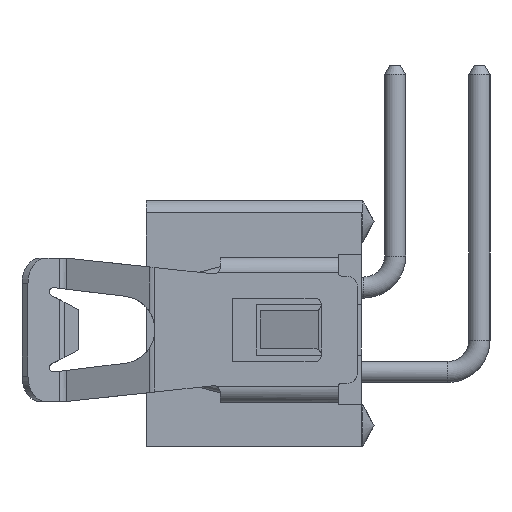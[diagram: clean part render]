
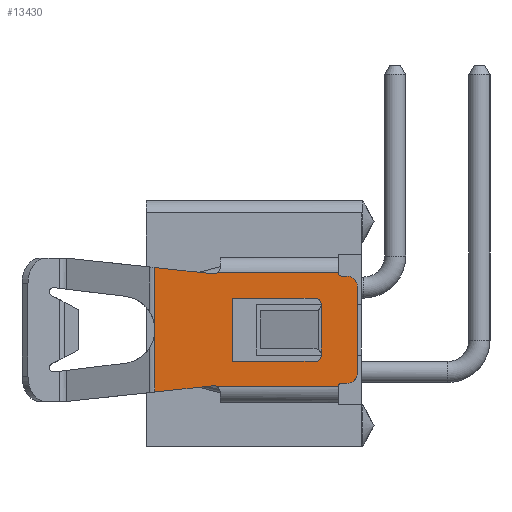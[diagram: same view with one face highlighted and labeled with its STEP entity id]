
A CAD part, left-side view. The second image highlights one B-rep face of the part: STEP entity #13430.
In plain terms, the highlighted face is planar.
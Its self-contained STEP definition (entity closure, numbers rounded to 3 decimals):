
#10945=CARTESIAN_POINT('',(-0.6,0.55,0.2));
#10946=DIRECTION('',(0.,0.,-1.));
#10947=DIRECTION('',(0.,-1.,0.));
#10948=AXIS2_PLACEMENT_3D('',#10945,#10946,#10947);
#10968=DIRECTION('',(0.,-1.,0.));
#10969=VECTOR('',#10968,1.95);
#10970=CARTESIAN_POINT('',(0.75,2.5,0.2));
#10971=LINE('',#10970,#10969);
#10975=DIRECTION('',(1.,0.,0.));
#10976=VECTOR('',#10975,1.5);
#10977=CARTESIAN_POINT('',(-0.75,2.5,0.2));
#10978=LINE('',#10977,#10976);
#10982=DIRECTION('',(0.,1.,0.));
#10983=VECTOR('',#10982,1.95);
#10984=CARTESIAN_POINT('',(-0.75,0.55,0.2));
#10985=LINE('',#10984,#10983);
#10989=DIRECTION('',(0.,-1.,0.));
#10990=VECTOR('',#10989,2.87);
#10991=CARTESIAN_POINT('',(1.35,2.87,0.2));
#10992=LINE('',#10991,#10990);
#10996=DIRECTION('',(0.,1.,0.));
#10997=VECTOR('',#10996,0.125);
#10998=CARTESIAN_POINT('',(1.275,-0.2,0.2));
#10999=LINE('',#10998,#10997);
#11003=DIRECTION('',(1.,0.,0.));
#11004=VECTOR('',#11003,2.05);
#11005=CARTESIAN_POINT('',(-1.025,-0.45,0.2));
#11006=LINE('',#11005,#11004);
#11010=DIRECTION('',(0.,-1.,0.));
#11011=VECTOR('',#11010,0.125);
#11012=CARTESIAN_POINT('',(-1.275,-0.075,0.2));
#11013=LINE('',#11012,#11011);
#11017=DIRECTION('',(0.106,-0.994,0.));
#11018=VECTOR('',#11017,1.392);
#11019=CARTESIAN_POINT('',(-1.476,4.35,0.2));
#11020=LINE('',#11019,#11018);
#11024=DIRECTION('',(1.,0.,0.));
#11025=VECTOR('',#11024,1.476);
#11026=CARTESIAN_POINT('',(-1.476,4.35,0.2));
#11027=LINE('',#11026,#11025);
#11031=DIRECTION('',(1.,0.,0.));
#11032=VECTOR('',#11031,1.476);
#11033=CARTESIAN_POINT('',(0.,4.35,0.2));
#11034=LINE('',#11033,#11032);
#11038=DIRECTION('',(-0.106,-0.994,0.));
#11039=VECTOR('',#11038,1.392);
#11040=CARTESIAN_POINT('',(1.476,4.35,0.2));
#11041=LINE('',#11040,#11039);
#11045=DIRECTION('',(-1.,0.,0.));
#11046=VECTOR('',#11045,1.2);
#11047=CARTESIAN_POINT('',(0.6,0.4,0.2));
#11048=LINE('',#11047,#11046);
#11155=CARTESIAN_POINT('',(0.6,0.55,0.2));
#11156=DIRECTION('',(0.,0.,-1.));
#11157=DIRECTION('',(1.,0.,0.));
#11158=AXIS2_PLACEMENT_3D('',#11155,#11156,#11157);
#11430=CARTESIAN_POINT('',(-1.477,2.95,0.2));
#11431=DIRECTION('',(0.,0.,-1.));
#11432=DIRECTION('',(0.994,0.106,0.));
#11433=AXIS2_PLACEMENT_3D('',#11430,#11431,#11432);
#11667=DIRECTION('',(0.,-1.,0.));
#11668=VECTOR('',#11667,2.87);
#11669=CARTESIAN_POINT('',(-1.35,2.87,0.2));
#11670=LINE('',#11669,#11668);
#11688=CARTESIAN_POINT('',(-1.35,-0.075,0.2));
#11689=DIRECTION('',(0.,0.,-1.));
#11690=DIRECTION('',(0.,1.,0.));
#11691=AXIS2_PLACEMENT_3D('',#11688,#11689,#11690);
#11742=CARTESIAN_POINT('',(-1.025,-0.2,0.2));
#11743=DIRECTION('',(0.,0.,1.));
#11744=DIRECTION('',(-1.,0.,0.));
#11745=AXIS2_PLACEMENT_3D('',#11742,#11743,#11744);
#11808=CARTESIAN_POINT('',(1.025,-0.2,0.2));
#11809=DIRECTION('',(0.,0.,1.));
#11810=DIRECTION('',(0.,-1.,0.));
#11811=AXIS2_PLACEMENT_3D('',#11808,#11809,#11810);
#11867=CARTESIAN_POINT('',(1.35,-0.075,0.2));
#11868=DIRECTION('',(0.,0.,-1.));
#11869=DIRECTION('',(-1.,0.,0.));
#11870=AXIS2_PLACEMENT_3D('',#11867,#11868,#11869);
#12054=CARTESIAN_POINT('',(1.35,2.87,0.2));
#12059=CARTESIAN_POINT('',(1.477,2.95,0.2));
#12060=DIRECTION('',(0.,0.,-1.));
#12061=DIRECTION('',(-0.846,-0.533,0.));
#12062=AXIS2_PLACEMENT_3D('',#12059,#12060,#12061);
#12098=CARTESIAN_POINT('',(1.476,4.35,0.2));
#12125=CARTESIAN_POINT('',(0.,4.35,0.2));
#12366=CARTESIAN_POINT('',(-1.476,4.35,0.2));
#12932=CARTESIAN_POINT('',(1.025,-0.45,0.2));
#12933=CARTESIAN_POINT('',(1.275,-0.2,0.2));
#12934=VERTEX_POINT('',#12932);
#12935=VERTEX_POINT('',#12933);
#12939=CARTESIAN_POINT('',(-1.275,-0.2,0.2));
#12941=VERTEX_POINT('',#12939);
#12942=CARTESIAN_POINT('',(-1.025,-0.45,0.2));
#12943=VERTEX_POINT('',#12942);
#12954=VERTEX_POINT('',#12098);
#12969=VERTEX_POINT('',#12366);
#13049=VERTEX_POINT('',#12125);
#13058=CARTESIAN_POINT('',(-0.75,2.5,0.2));
#13059=CARTESIAN_POINT('',(0.75,2.5,0.2));
#13060=VERTEX_POINT('',#13058);
#13061=VERTEX_POINT('',#13059);
#13113=CARTESIAN_POINT('',(-1.275,-0.075,0.2));
#13115=VERTEX_POINT('',#13113);
#13117=CARTESIAN_POINT('',(1.275,-0.075,0.2));
#13119=VERTEX_POINT('',#13117);
#13121=CARTESIAN_POINT('',(-1.35,0.,0.2));
#13122=VERTEX_POINT('',#13121);
#13123=CARTESIAN_POINT('',(1.35,0.,0.2));
#13124=VERTEX_POINT('',#13123);
#13126=CARTESIAN_POINT('',(-0.75,0.55,0.2));
#13128=VERTEX_POINT('',#13126);
#13130=CARTESIAN_POINT('',(0.75,0.55,0.2));
#13132=VERTEX_POINT('',#13130);
#13133=CARTESIAN_POINT('',(0.6,0.4,0.2));
#13135=VERTEX_POINT('',#13133);
#13142=CARTESIAN_POINT('',(-0.6,0.4,0.2));
#13144=VERTEX_POINT('',#13142);
#13155=CARTESIAN_POINT('',(1.328,2.966,0.2));
#13157=VERTEX_POINT('',#13155);
#13164=CARTESIAN_POINT('',(-1.328,2.966,0.2));
#13166=VERTEX_POINT('',#13164);
#13167=VERTEX_POINT('',#12054);
#13171=CARTESIAN_POINT('',(-1.35,2.87,0.2));
#13172=VERTEX_POINT('',#13171);
#13380=CARTESIAN_POINT('',(0.,0.,0.2));
#13381=DIRECTION('',(0.,0.,-1.));
#13382=DIRECTION('',(-1.,0.,0.));
#13383=AXIS2_PLACEMENT_3D('',#13380,#13381,#13382);
#13384=PLANE('',#13383);
#13386=ORIENTED_EDGE('',*,*,#13385,.T.);
#13388=ORIENTED_EDGE('',*,*,#13387,.F.);
#13390=ORIENTED_EDGE('',*,*,#13389,.F.);
#13392=ORIENTED_EDGE('',*,*,#13391,.F.);
#13394=ORIENTED_EDGE('',*,*,#13393,.F.);
#13396=ORIENTED_EDGE('',*,*,#13395,.F.);
#13398=ORIENTED_EDGE('',*,*,#13397,.F.);
#13400=ORIENTED_EDGE('',*,*,#13399,.F.);
#13402=ORIENTED_EDGE('',*,*,#13401,.F.);
#13404=ORIENTED_EDGE('',*,*,#13403,.F.);
#13406=ORIENTED_EDGE('',*,*,#13405,.F.);
#13408=ORIENTED_EDGE('',*,*,#13407,.T.);
#13410=ORIENTED_EDGE('',*,*,#13409,.T.);
#13412=ORIENTED_EDGE('',*,*,#13411,.T.);
#13414=ORIENTED_EDGE('',*,*,#13413,.F.);
#13415=EDGE_LOOP('',(#13386,#13388,#13390,#13392,#13394,#13396,#13398,#13400,
#13402,#13404,#13406,#13408,#13410,#13412,#13414));
#13416=FACE_OUTER_BOUND('',#13415,.F.);
#13418=ORIENTED_EDGE('',*,*,#13417,.F.);
#13420=ORIENTED_EDGE('',*,*,#13419,.F.);
#13422=ORIENTED_EDGE('',*,*,#13421,.F.);
#13424=ORIENTED_EDGE('',*,*,#13423,.F.);
#13426=ORIENTED_EDGE('',*,*,#13425,.F.);
#13427=ORIENTED_EDGE('',*,*,#13372,.F.);
#13428=EDGE_LOOP('',(#13418,#13420,#13422,#13424,#13426,#13427));
#13429=FACE_BOUND('',#13428,.F.);
#10949=CIRCLE('',#10948,0.15);
#11159=CIRCLE('',#11158,0.15);
#11434=CIRCLE('',#11433,0.15);
#11692=CIRCLE('',#11691,0.075);
#11746=CIRCLE('',#11745,0.25);
#11812=CIRCLE('',#11811,0.25);
#11871=CIRCLE('',#11870,0.075);
#12063=CIRCLE('',#12062,0.15);
#13372=EDGE_CURVE('',#13144,#13128,#10949,.T.);
#13385=EDGE_CURVE('',#13167,#13124,#10992,.T.);
#13387=EDGE_CURVE('',#13119,#13124,#11871,.T.);
#13389=EDGE_CURVE('',#12935,#13119,#10999,.T.);
#13391=EDGE_CURVE('',#12934,#12935,#11812,.T.);
#13393=EDGE_CURVE('',#12943,#12934,#11006,.T.);
#13395=EDGE_CURVE('',#12941,#12943,#11746,.T.);
#13397=EDGE_CURVE('',#13115,#12941,#11013,.T.);
#13399=EDGE_CURVE('',#13122,#13115,#11692,.T.);
#13401=EDGE_CURVE('',#13172,#13122,#11670,.T.);
#13403=EDGE_CURVE('',#13166,#13172,#11434,.T.);
#13405=EDGE_CURVE('',#12969,#13166,#11020,.T.);
#13407=EDGE_CURVE('',#12969,#13049,#11027,.T.);
#13409=EDGE_CURVE('',#13049,#12954,#11034,.T.);
#13411=EDGE_CURVE('',#12954,#13157,#11041,.T.);
#13413=EDGE_CURVE('',#13167,#13157,#12063,.T.);
#13417=EDGE_CURVE('',#13135,#13144,#11048,.T.);
#13419=EDGE_CURVE('',#13132,#13135,#11159,.T.);
#13421=EDGE_CURVE('',#13061,#13132,#10971,.T.);
#13423=EDGE_CURVE('',#13060,#13061,#10978,.T.);
#13425=EDGE_CURVE('',#13128,#13060,#10985,.T.);
#13430=ADVANCED_FACE('',(#13416,#13429),#13384,.F.);
